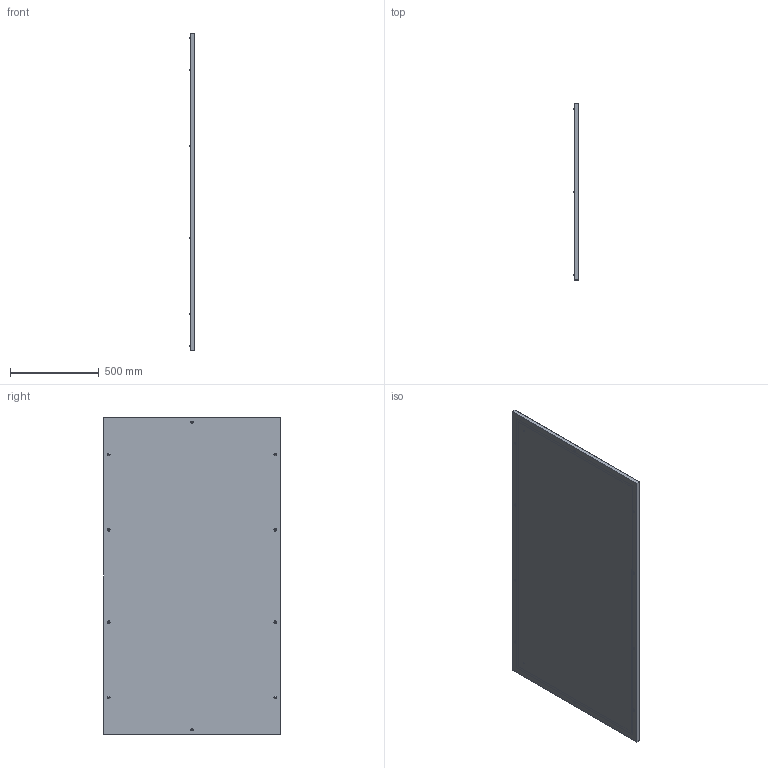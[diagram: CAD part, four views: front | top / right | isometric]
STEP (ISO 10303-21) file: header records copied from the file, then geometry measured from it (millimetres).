
FILE_DESCRIPTION (( 'STEP AP203' ), '1' );
FILE_NAME ('RPE18A.step', '2021-06-30T17:20:10', ( 'ADC123' ), ( 'Microsoft' ), 'SwSTEP 2.0', 'SolidWorks 2021', '' );
FILE_SCHEMA (( 'CONFIG_CONTROL_DESIGN' ));
Length unit declared in the file: inch
Products named in the file (1): RPE18A
Bounding box: 25.2 x 993 x 1784 mm (x, y, z)
Volume: 3255120.6 mm3; surface area: 3977778.3 mm2
Topology: 17 solids, 17 shells, 383 faces, 942 edges, 626 vertices
Faces by surface type: plane 189, cylinder 162, bspline 20, cone 12
Full cylindrical faces by diameter (mm): 6 x12, 7 x2, 9 x10, 14 x10
Entity records: 13455 total; most frequent: CARTESIAN_POINT 4402, DIRECTION 1892, ORIENTED_EDGE 1752, EDGE_CURVE 876, AXIS2_PLACEMENT_3D 684, VERTEX_POINT 616, VECTOR 524, LINE 524
